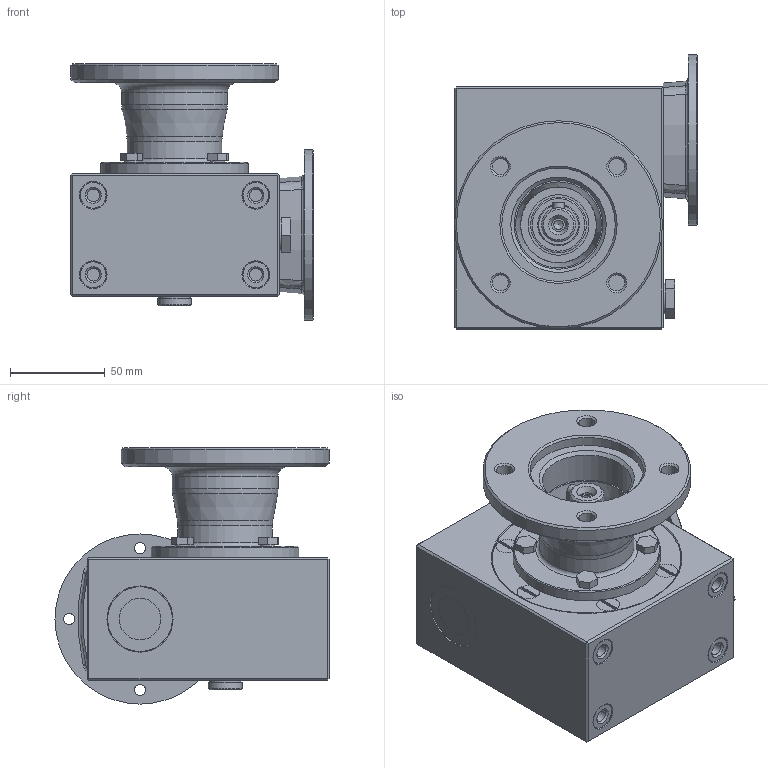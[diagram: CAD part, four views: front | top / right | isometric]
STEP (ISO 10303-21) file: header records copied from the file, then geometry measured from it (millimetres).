
FILE_DESCRIPTION( ( 'Unknown' ), '1' );
FILE_NAME( 'C1F7D0E72C168FB37F2A436A6238C39B.3d.stp', 'Unknown', ( 'Unknown' ), ( 'Unknown' ), 'PSStep 10.1', 'Unknown', ' ' );
FILE_SCHEMA( ( 'AUTOMOTIVE_DESIGN { 1 0 10303 214 1 1 1 1 }' ) );
Length unit declared in the file: millimetre
Products named in the file (1): I458800
Bounding box: 128.5 x 145 x 135.5 mm (x, y, z)
Volume: 1094347.7 mm3; surface area: 130141 mm2
Topology: 1 solids, 14 shells, 473 faces, 1099 edges, 714 vertices
Faces by surface type: plane 225, cylinder 130, cone 81, torus 28, bspline 9
Full cylindrical faces by diameter (mm): 4.917 x13, 6 x8, 6.5 x4, 6.647 x4, 7 x5, 8 x4, 8.5 x4, 10 x4, 10.106 x4, 10.5 x4, 12 x4, 12.1 x4, 14 x4, 14.1 x4, 16.5 x2, 18 x3, 18.01 x1, 22 x2, 25 x1, 29.5 x2, 32 x2, 34.246 x1, 35 x1, 40 x2, 47 x4, 50 x1, 51.8 x1, 56 x1, 60 x1, 78 x1
Entity records: 16306 total; most frequent: CARTESIAN_POINT 3057, DIRECTION 2060, ORIENTED_EDGE 1546, AXIS2_PLACEMENT_3D 866, EDGE_CURVE 773, EDGE_LOOP 760, FACE_OUTER_BOUND 597, VERTEX_POINT 590
